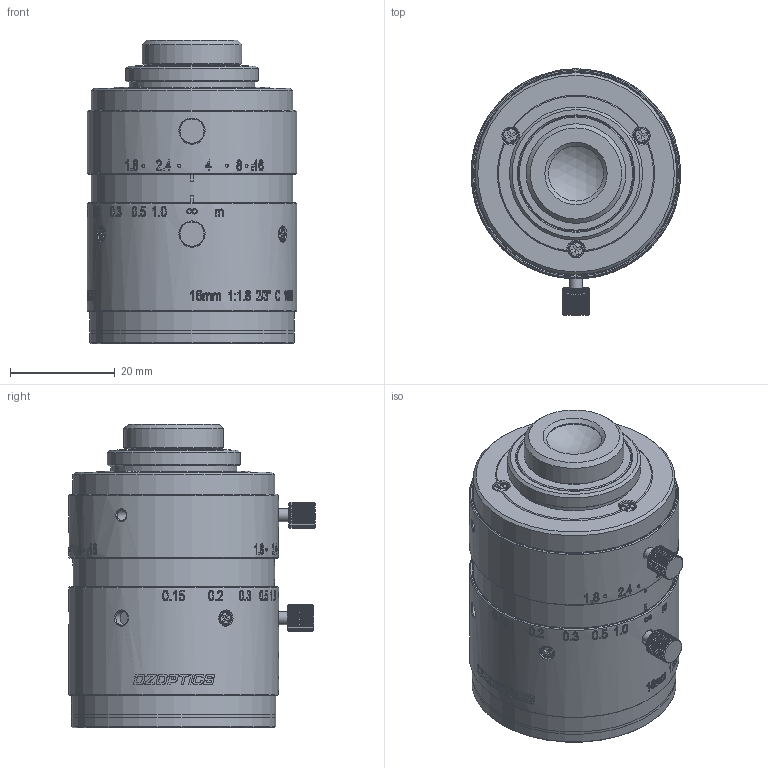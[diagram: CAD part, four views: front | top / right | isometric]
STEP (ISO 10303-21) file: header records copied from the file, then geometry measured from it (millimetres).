
FILE_DESCRIPTION(/* description */ (''),/* implementation_level */ '2;1');
FILE_NAME(/* name */ '__23FA1618_all.stp',/* time_stamp */ '2022-03-21T08:57:37+08:00',/* author */ (''),/* organization */ (''),/* preprocessor_version */ 'ST-DEVELOPER v16',/* originating_system */ 'SIEMENS PLM Software NX 10.0',/* authorisation */ '');
FILE_SCHEMA (('AUTOMOTIVE_DESIGN { 1 0 10303 214 3 1 1 1 }'));
Products named in the file (1): Admi4DCC9D9B2l3r
Bounding box: 40 x 46.99 x 57.85 mm (x, y, z)
Volume: 30027.2 mm3; surface area: 32034 mm2
Topology: 19 solids, 19 shells, 1680 faces, 4276 edges, 2815 vertices
Faces by surface type: plane 768, extrusion 488, cylinder 251, cone 123, torus 24, bspline 16, sphere 10
Full cylindrical faces by diameter (mm): 0.6 x7, 1.3 x3, 1.4 x3, 1.5 x3, 1.6 x1, 1.7 x3, 1.8 x3, 2 x3, 2.5 x5, 2.7 x6, 2.9 x3, 3.2 x4, 10.5 x1, 12.5 x1, 14 x1, 14.4 x2, 16.4 x2, 17 x1, 17.2 x1, 19 x2, 21 x1, 21.8 x1, 22 x3, 23 x1, 24 x3, 24.4 x1, 25 x2, 25.2 x1, 25.4 x2, 26.2 x1
Entity records: 65819 total; most frequent: CARTESIAN_POINT 28230, ORIENTED_EDGE 7890, DIRECTION 5900, EDGE_CURVE 3945, VERTEX_POINT 2741, B_SPLINE_CURVE_WITH_KNOTS 2180, EDGE_LOOP 2166, AXIS2_PLACEMENT_3D 1983
